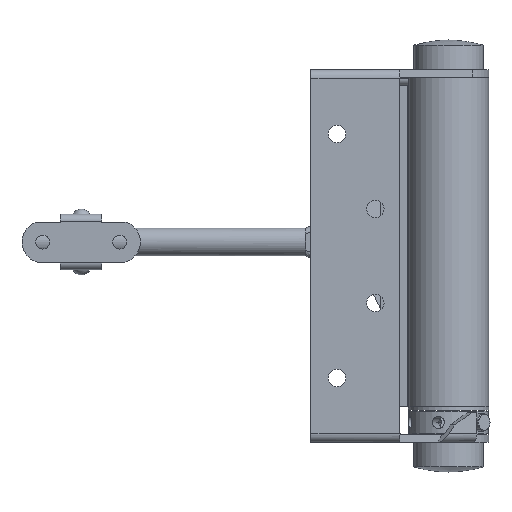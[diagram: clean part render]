
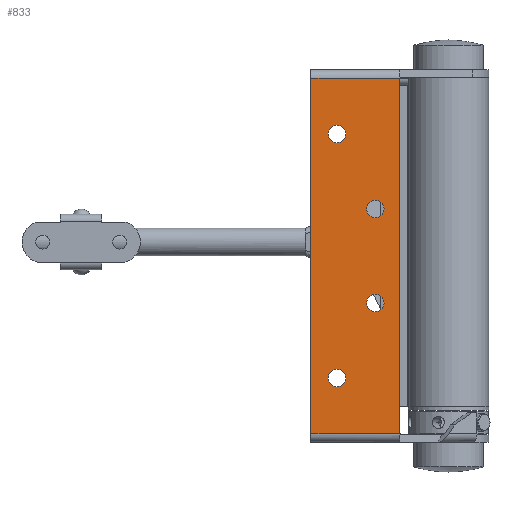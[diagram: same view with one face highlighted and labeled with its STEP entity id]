
A CAD part, front view. The second image highlights one B-rep face of the part: STEP entity #833.
In plain terms, the highlighted planar face has unit normal (0, -1, 0).
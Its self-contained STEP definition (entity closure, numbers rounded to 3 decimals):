
#10 = ORIENTED_EDGE ( 'NONE', *, *, #830, .T. ) ;
#716 = EDGE_LOOP ( 'NONE', ( #820, #834 ) ) ;
#723 = EDGE_CURVE ( 'NONE', #731, #791, #6786, .T. ) ;
#731 = VERTEX_POINT ( 'NONE', #6769 ) ;
#733 = VERTEX_POINT ( 'NONE', #6811 ) ;
#764 = VERTEX_POINT ( 'NONE', #6850 ) ;
#769 = VERTEX_POINT ( 'NONE', #6842 ) ;
#772 = VERTEX_POINT ( 'NONE', #6841 ) ;
#773 = VERTEX_POINT ( 'NONE', #6836 ) ;
#775 = EDGE_CURVE ( 'NONE', #773, #733, #6895, .T. ) ;
#791 = VERTEX_POINT ( 'NONE', #6927 ) ;
#797 = VERTEX_POINT ( 'NONE', #6911 ) ;
#798 = EDGE_CURVE ( 'NONE', #772, #797, #6874, .T. ) ;
#814 = EDGE_CURVE ( 'NONE', #821, #819, #6938, .T. ) ;
#815 = EDGE_LOOP ( 'NONE', ( #831, #826, #818, #10 ) ) ;
#817 = EDGE_CURVE ( 'NONE', #825, #824, #6936, .T. ) ;
#818 = ORIENTED_EDGE ( 'NONE', *, *, #814, .T. ) ;
#819 = VERTEX_POINT ( 'NONE', #6937 ) ;
#820 = ORIENTED_EDGE ( 'NONE', *, *, #847, .T. ) ;
#821 = VERTEX_POINT ( 'NONE', #6989 ) ;
#823 = EDGE_CURVE ( 'NONE', #825, #821, #6983, .T. ) ;
#824 = VERTEX_POINT ( 'NONE', #6904 ) ;
#825 = VERTEX_POINT ( 'NONE', #6945 ) ;
#826 = ORIENTED_EDGE ( 'NONE', *, *, #823, .T. ) ;
#827 = EDGE_LOOP ( 'NONE', ( #837, #842 ) ) ;
#828 = EDGE_CURVE ( 'NONE', #733, #773, #6978, .T. ) ;
#830 = EDGE_CURVE ( 'NONE', #819, #824, #6988, .T. ) ;
#831 = ORIENTED_EDGE ( 'NONE', *, *, #817, .F. ) ;
#833 = ADVANCED_FACE ( 'NONE', ( #6968, #6965, #6962, #6967, #6966 ), #6964, .T. ) ;
#834 = ORIENTED_EDGE ( 'NONE', *, *, #4922, .T. ) ;
#836 = EDGE_LOOP ( 'NONE', ( #844, #838 ) ) ;
#837 = ORIENTED_EDGE ( 'NONE', *, *, #848, .T. ) ;
#838 = ORIENTED_EDGE ( 'NONE', *, *, #775, .T. ) ;
#842 = ORIENTED_EDGE ( 'NONE', *, *, #798, .T. ) ;
#843 = EDGE_LOOP ( 'NONE', ( #846, #850 ) ) ;
#844 = ORIENTED_EDGE ( 'NONE', *, *, #828, .T. ) ;
#846 = ORIENTED_EDGE ( 'NONE', *, *, #851, .T. ) ;
#847 = EDGE_CURVE ( 'NONE', #769, #764, #7008, .T. ) ;
#848 = EDGE_CURVE ( 'NONE', #797, #772, #7010, .T. ) ;
#850 = ORIENTED_EDGE ( 'NONE', *, *, #723, .T. ) ;
#851 = EDGE_CURVE ( 'NONE', #791, #731, #7019, .T. ) ;
#1926 = AXIS2_PLACEMENT_3D ( 'NONE', #1970, #1965, #1964 ) ;
#1964 = DIRECTION ( 'NONE',  ( 0., 0., 1. ) ) ;
#1965 = DIRECTION ( 'NONE',  ( 0., 1., 0. ) ) ;
#1970 = CARTESIAN_POINT ( 'NONE',  ( -5.25, 0., -88.5 ) ) ;
#1974 = CIRCLE ( 'NONE', #1926, 2.5 ) ;
#4922 = EDGE_CURVE ( 'NONE', #764, #769, #1974, .T. ) ;
#6769 = CARTESIAN_POINT ( 'NONE',  ( -5.25, 0., -21. ) ) ;
#6770 = DIRECTION ( 'NONE',  ( 0., 0., 1. ) ) ;
#6771 = DIRECTION ( 'NONE',  ( 0., 1., 0. ) ) ;
#6772 = CARTESIAN_POINT ( 'NONE',  ( -5.25, 0., -18.5 ) ) ;
#6781 = AXIS2_PLACEMENT_3D ( 'NONE', #6772, #6771, #6770 ) ;
#6786 = CIRCLE ( 'NONE', #6781, 2.5 ) ;
#6811 = CARTESIAN_POINT ( 'NONE',  ( 5.75, 0., -37.5 ) ) ;
#6836 = CARTESIAN_POINT ( 'NONE',  ( 5.75, 0., -42.5 ) ) ;
#6841 = CARTESIAN_POINT ( 'NONE',  ( 5.75, 0., -69.5 ) ) ;
#6842 = CARTESIAN_POINT ( 'NONE',  ( -5.25, 0., -86. ) ) ;
#6850 = CARTESIAN_POINT ( 'NONE',  ( -5.25, 0., -91. ) ) ;
#6874 = CIRCLE ( 'NONE', #6912, 2.5 ) ;
#6890 = DIRECTION ( 'NONE',  ( 0., 0., 1. ) ) ;
#6891 = DIRECTION ( 'NONE',  ( 0., 1., 0. ) ) ;
#6892 = CARTESIAN_POINT ( 'NONE',  ( 5.75, 0., -40. ) ) ;
#6893 = AXIS2_PLACEMENT_3D ( 'NONE', #6892, #6891, #6890 ) ;
#6895 = CIRCLE ( 'NONE', #6893, 2.5 ) ;
#6900 = DIRECTION ( 'NONE',  ( 0., 0., 1. ) ) ;
#6901 = DIRECTION ( 'NONE',  ( 0., 1., 0. ) ) ;
#6904 = CARTESIAN_POINT ( 'NONE',  ( -12.75, 0., -2.5 ) ) ;
#6910 = CARTESIAN_POINT ( 'NONE',  ( 5.75, 0., -67. ) ) ;
#6911 = CARTESIAN_POINT ( 'NONE',  ( 5.75, 0., -64.5 ) ) ;
#6912 = AXIS2_PLACEMENT_3D ( 'NONE', #6910, #6901, #6900 ) ;
#6927 = CARTESIAN_POINT ( 'NONE',  ( -5.25, 0., -16. ) ) ;
#6932 = DIRECTION ( 'NONE',  ( 0., 0., 1. ) ) ;
#6933 = VECTOR ( 'NONE', #6932, 1000. ) ;
#6934 = CARTESIAN_POINT ( 'NONE',  ( 12.75, 0., -107. ) ) ;
#6936 = LINE ( 'NONE', #6992, #6991 ) ;
#6937 = CARTESIAN_POINT ( 'NONE',  ( 12.75, 0., -2.5 ) ) ;
#6938 = LINE ( 'NONE', #6934, #6933 ) ;
#6944 = CARTESIAN_POINT ( 'NONE',  ( -12.75, 0., -107. ) ) ;
#6945 = CARTESIAN_POINT ( 'NONE',  ( -12.75, 0., -104.5 ) ) ;
#6956 = DIRECTION ( 'NONE',  ( 1., 0., 0. ) ) ;
#6957 = DIRECTION ( 'NONE',  ( 0., -1., 0. ) ) ;
#6962 = FACE_BOUND ( 'NONE', #827, .T. ) ;
#6964 = PLANE ( 'NONE',  #6971 ) ;
#6965 = FACE_BOUND ( 'NONE', #716, .T. ) ;
#6966 = FACE_BOUND ( 'NONE', #843, .T. ) ;
#6967 = FACE_BOUND ( 'NONE', #836, .T. ) ;
#6968 = FACE_OUTER_BOUND ( 'NONE', #815, .T. ) ;
#6969 = DIRECTION ( 'NONE',  ( -1., 0., 0. ) ) ;
#6970 = VECTOR ( 'NONE', #6969, 1000. ) ;
#6971 = AXIS2_PLACEMENT_3D ( 'NONE', #6944, #6957, #6956 ) ;
#6973 = DIRECTION ( 'NONE',  ( 0., 0., 1. ) ) ;
#6974 = DIRECTION ( 'NONE',  ( 0., 1., 0. ) ) ;
#6975 = CARTESIAN_POINT ( 'NONE',  ( 5.75, 0., -40. ) ) ;
#6978 = CIRCLE ( 'NONE', #6984, 2.5 ) ;
#6980 = DIRECTION ( 'NONE',  ( 1., 0., 0. ) ) ;
#6981 = VECTOR ( 'NONE', #6980, 1000. ) ;
#6982 = CARTESIAN_POINT ( 'NONE',  ( 12.75, 0., -104.5 ) ) ;
#6983 = LINE ( 'NONE', #6982, #6981 ) ;
#6984 = AXIS2_PLACEMENT_3D ( 'NONE', #6975, #6974, #6973 ) ;
#6987 = CARTESIAN_POINT ( 'NONE',  ( -12.75, 0., -2.5 ) ) ;
#6988 = LINE ( 'NONE', #6987, #6970 ) ;
#6989 = CARTESIAN_POINT ( 'NONE',  ( 12.75, 0., -104.5 ) ) ;
#6990 = DIRECTION ( 'NONE',  ( 0., 0., 1. ) ) ;
#6991 = VECTOR ( 'NONE', #6990, 1000. ) ;
#6992 = CARTESIAN_POINT ( 'NONE',  ( -12.75, 0., -107. ) ) ;
#6993 = CARTESIAN_POINT ( 'NONE',  ( -5.25, 0., -18.5 ) ) ;
#6994 = DIRECTION ( 'NONE',  ( 0., 0., 1. ) ) ;
#6996 = AXIS2_PLACEMENT_3D ( 'NONE', #6993, #7048, #7047 ) ;
#6997 = DIRECTION ( 'NONE',  ( 0., 1., 0. ) ) ;
#6998 = DIRECTION ( 'NONE',  ( 0., 0., 1. ) ) ;
#6999 = DIRECTION ( 'NONE',  ( 0., 1., 0. ) ) ;
#7000 = AXIS2_PLACEMENT_3D ( 'NONE', #7007, #6999, #6998 ) ;
#7004 = AXIS2_PLACEMENT_3D ( 'NONE', #7021, #6997, #6994 ) ;
#7007 = CARTESIAN_POINT ( 'NONE',  ( -5.25, 0., -88.5 ) ) ;
#7008 = CIRCLE ( 'NONE', #7000, 2.5 ) ;
#7010 = CIRCLE ( 'NONE', #7004, 2.5 ) ;
#7019 = CIRCLE ( 'NONE', #6996, 2.5 ) ;
#7021 = CARTESIAN_POINT ( 'NONE',  ( 5.75, 0., -67. ) ) ;
#7047 = DIRECTION ( 'NONE',  ( 0., 0., 1. ) ) ;
#7048 = DIRECTION ( 'NONE',  ( 0., 1., 0. ) ) ;
